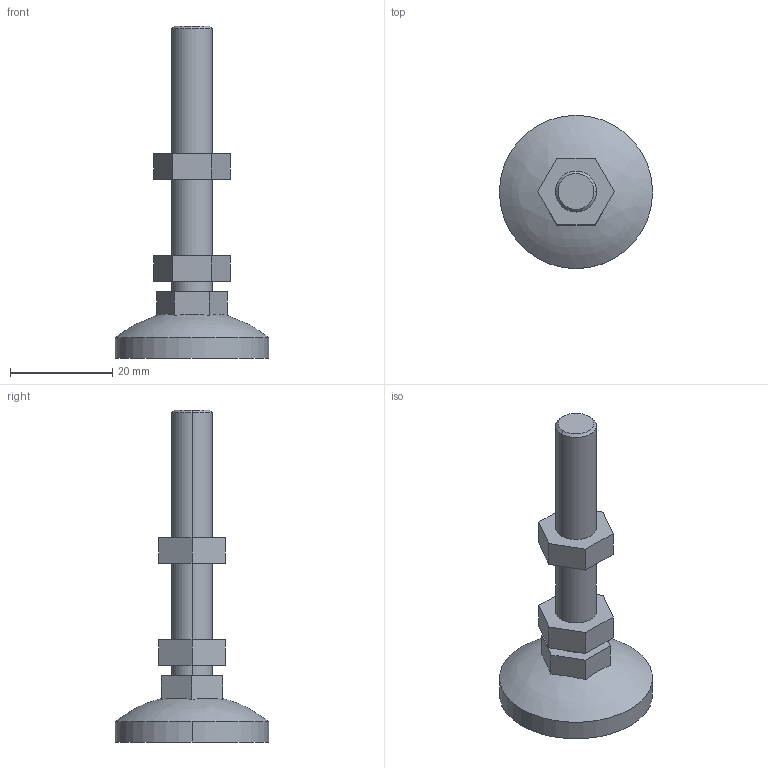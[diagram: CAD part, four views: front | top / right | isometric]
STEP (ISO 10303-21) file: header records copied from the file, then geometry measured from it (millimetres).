
FILE_DESCRIPTION (( 'STEP AP214' ), '1' );
FILE_NAME ('6411011', '2019-02-01T14:31:20', ( '' ), ('JUGARD+KÜNSTNER GmbH'), 'SwSTEP 2.0', 'SolidWorks 2017', '' );
FILE_SCHEMA (( 'AUTOMOTIVE_DESIGN' ));
Length unit declared in the file: millimetre
Products named in the file (1): 6411011_CNAJF00
Bounding box: 30 x 30 x 65 mm (x, y, z)
Volume: 8008.4 mm3; surface area: 4583.5 mm2
Topology: 1 solids, 1 shells, 48 faces, 106 edges, 70 vertices
Faces by surface type: plane 27, cylinder 16, bspline 3, cone 2
Entity records: 1407 total; most frequent: CARTESIAN_POINT 294, DIRECTION 226, ORIENTED_EDGE 212, EDGE_CURVE 106, AXIS2_PLACEMENT_3D 80, VERTEX_POINT 70, VECTOR 66, LINE 66
